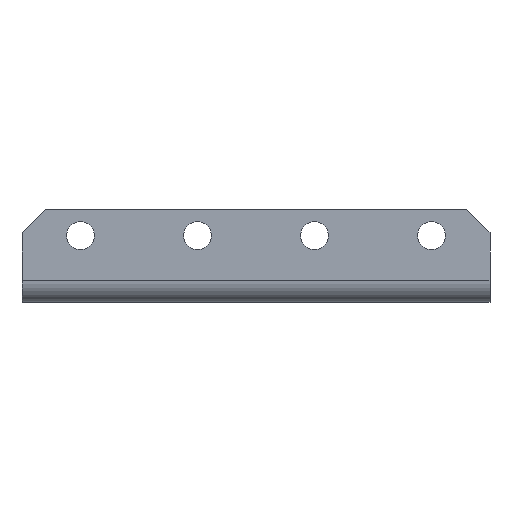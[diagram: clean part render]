
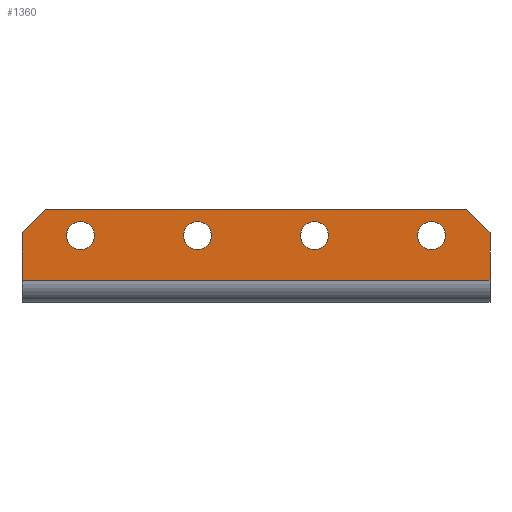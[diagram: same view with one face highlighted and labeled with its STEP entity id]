
A CAD part, front view. The second image highlights one B-rep face of the part: STEP entity #1360.
In plain terms, the highlighted planar face has unit normal (0, -1, 0).
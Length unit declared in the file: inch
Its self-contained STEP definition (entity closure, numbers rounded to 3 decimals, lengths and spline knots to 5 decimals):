
#21 = LINE ( 'NONE', #1450, #1248 ) ;
#37 = CARTESIAN_POINT ( 'NONE',  ( 3.46457, 0., 0.28484 ) ) ;
#39 = CIRCLE ( 'NONE', #1243, 0.075 ) ;
#59 = EDGE_CURVE ( 'NONE', #1819, #368, #1858, .T. ) ;
#85 = DIRECTION ( 'NONE',  ( 0., -1., 0. ) ) ;
#95 = CARTESIAN_POINT ( 'NONE',  ( 3.77953, 0., 0.375 ) ) ;
#97 = DIRECTION ( 'NONE',  ( 0., -1., 0. ) ) ;
#130 = VERTEX_POINT ( 'NONE', #1666 ) ;
#143 = CARTESIAN_POINT ( 'NONE',  ( 1.5748, 0., 0.28484 ) ) ;
#150 = EDGE_LOOP ( 'NONE', ( #912, #685 ) ) ;
#155 = ORIENTED_EDGE ( 'NONE', *, *, #283, .F. ) ;
#158 = CARTESIAN_POINT ( 'NONE',  ( 1.25984, 0., 0. ) ) ;
#174 = CARTESIAN_POINT ( 'NONE',  ( 2.96211, 0., 2.07726 ) ) ;
#179 = VERTEX_POINT ( 'NONE', #455 ) ;
#180 = EDGE_CURVE ( 'NONE', #1141, #1258, #1245, .T. ) ;
#204 = DIRECTION ( 'NONE',  ( 0., 1., 0. ) ) ;
#206 = ORIENTED_EDGE ( 'NONE', *, *, #794, .F. ) ;
#212 = EDGE_CURVE ( 'NONE', #179, #130, #1661, .T. ) ;
#224 = CIRCLE ( 'NONE', #796, 0.075 ) ;
#225 = ORIENTED_EDGE ( 'NONE', *, *, #180, .T. ) ;
#232 = DIRECTION ( 'NONE',  ( -1., 0., 0. ) ) ;
#237 = CARTESIAN_POINT ( 'NONE',  ( 2.83465, 0., 0.28484 ) ) ;
#262 = DIRECTION ( 'NONE',  ( 0., -1., 0. ) ) ;
#283 = EDGE_CURVE ( 'NONE', #1002, #1745, #657, .T. ) ;
#305 = EDGE_CURVE ( 'NONE', #770, #1578, #1610, .T. ) ;
#368 = VERTEX_POINT ( 'NONE', #37 ) ;
#378 = EDGE_CURVE ( 'NONE', #1864, #1258, #1468, .T. ) ;
#428 = ORIENTED_EDGE ( 'NONE', *, *, #724, .F. ) ;
#433 = LINE ( 'NONE', #1020, #802 ) ;
#444 = CARTESIAN_POINT ( 'NONE',  ( 2.83465, 0., 0.43484 ) ) ;
#445 = DIRECTION ( 'NONE',  ( -1., 0., 0. ) ) ;
#455 = CARTESIAN_POINT ( 'NONE',  ( 2.20472, 0., 0.43484 ) ) ;
#461 = ORIENTED_EDGE ( 'NONE', *, *, #1753, .F. ) ;
#485 = FACE_BOUND ( 'NONE', #991, .T. ) ;
#522 = VECTOR ( 'NONE', #1377, 39.37008 ) ;
#565 = EDGE_LOOP ( 'NONE', ( #735, #1185 ) ) ;
#573 = CARTESIAN_POINT ( 'NONE',  ( 3.46457, 0., 0.35984 ) ) ;
#574 = DIRECTION ( 'NONE',  ( 0., -1., 0. ) ) ;
#626 = CARTESIAN_POINT ( 'NONE',  ( 2.20472, 0., 0.35984 ) ) ;
#657 = CIRCLE ( 'NONE', #1504, 0.075 ) ;
#676 = DIRECTION ( 'NONE',  ( 0., -1., 0. ) ) ;
#679 = EDGE_LOOP ( 'NONE', ( #765, #461 ) ) ;
#685 = ORIENTED_EDGE ( 'NONE', *, *, #212, .F. ) ;
#693 = DIRECTION ( 'NONE',  ( 0., -1., 0. ) ) ;
#696 = CARTESIAN_POINT ( 'NONE',  ( 5.03937, 0., 0.119 ) ) ;
#701 = FACE_BOUND ( 'NONE', #679, .T. ) ;
#709 = VERTEX_POINT ( 'NONE', #143 ) ;
#721 = DIRECTION ( 'NONE',  ( 0., 0., -1. ) ) ;
#724 = EDGE_CURVE ( 'NONE', #1877, #770, #21, .T. ) ;
#735 = ORIENTED_EDGE ( 'NONE', *, *, #1565, .F. ) ;
#736 = EDGE_CURVE ( 'NONE', #1745, #1002, #224, .T. ) ;
#758 = CIRCLE ( 'NONE', #1499, 0.075 ) ;
#759 = EDGE_LOOP ( 'NONE', ( #225, #852, #206, #1970, #428, #1641 ) ) ;
#765 = ORIENTED_EDGE ( 'NONE', *, *, #1618, .F. ) ;
#770 = VERTEX_POINT ( 'NONE', #937 ) ;
#785 = DIRECTION ( 'NONE',  ( 0., 0., -1. ) ) ;
#786 = DIRECTION ( 'NONE',  ( 0., 0., 1. ) ) ;
#794 = EDGE_CURVE ( 'NONE', #1578, #1864, #1787, .T. ) ;
#796 = AXIS2_PLACEMENT_3D ( 'NONE', #1882, #574, #1167 ) ;
#802 = VECTOR ( 'NONE', #842, 39.37008 ) ;
#819 = DIRECTION ( 'NONE',  ( 0., 0., -1. ) ) ;
#837 = CARTESIAN_POINT ( 'NONE',  ( 1.38484, 0., 0.5 ) ) ;
#842 = DIRECTION ( 'NONE',  ( 0.707, 0., -0.707 ) ) ;
#852 = ORIENTED_EDGE ( 'NONE', *, *, #378, .F. ) ;
#888 = DIRECTION ( 'NONE',  ( 0., 0., -1. ) ) ;
#892 = AXIS2_PLACEMENT_3D ( 'NONE', #1490, #262, #1409 ) ;
#912 = ORIENTED_EDGE ( 'NONE', *, *, #1828, .F. ) ;
#920 = FACE_OUTER_BOUND ( 'NONE', #759, .T. ) ;
#937 = CARTESIAN_POINT ( 'NONE',  ( 3.77953, 0., 0.119 ) ) ;
#942 = CARTESIAN_POINT ( 'NONE',  ( 1.5748, 0., 0.35984 ) ) ;
#947 = DIRECTION ( 'NONE',  ( 0., -1., 0. ) ) ;
#975 = AXIS2_PLACEMENT_3D ( 'NONE', #573, #1074, #1883 ) ;
#991 = EDGE_LOOP ( 'NONE', ( #1373, #155 ) ) ;
#999 = CARTESIAN_POINT ( 'NONE',  ( 3.65453, 0., 0.5 ) ) ;
#1002 = VERTEX_POINT ( 'NONE', #444 ) ;
#1004 = VERTEX_POINT ( 'NONE', #1977 ) ;
#1020 = CARTESIAN_POINT ( 'NONE',  ( 4.59695, 0., -0.44242 ) ) ;
#1022 = CARTESIAN_POINT ( 'NONE',  ( 3.46457, 0., 0.43484 ) ) ;
#1074 = DIRECTION ( 'NONE',  ( 0., -1., 0. ) ) ;
#1084 = CARTESIAN_POINT ( 'NONE',  ( 5.03937, 0., 0. ) ) ;
#1141 = VERTEX_POINT ( 'NONE', #999 ) ;
#1142 = FACE_BOUND ( 'NONE', #565, .T. ) ;
#1167 = DIRECTION ( 'NONE',  ( 0., 0., -1. ) ) ;
#1185 = ORIENTED_EDGE ( 'NONE', *, *, #59, .F. ) ;
#1243 = AXIS2_PLACEMENT_3D ( 'NONE', #1855, #97, #1630 ) ;
#1245 = LINE ( 'NONE', #1260, #1570 ) ;
#1248 = VECTOR ( 'NONE', #1315, 39.37008 ) ;
#1258 = VERTEX_POINT ( 'NONE', #837 ) ;
#1260 = CARTESIAN_POINT ( 'NONE',  ( 5.03937, 0., 0.5 ) ) ;
#1272 = PLANE ( 'NONE',  #1507 ) ;
#1315 = DIRECTION ( 'NONE',  ( 0., 0., -1. ) ) ;
#1347 = CIRCLE ( 'NONE', #975, 0.075 ) ;
#1360 = ADVANCED_FACE ( 'NONE', ( #1844, #701, #1142, #485, #920 ), #1272, .F. ) ;
#1373 = ORIENTED_EDGE ( 'NONE', *, *, #736, .F. ) ;
#1377 = DIRECTION ( 'NONE',  ( 0.707, 0., 0.707 ) ) ;
#1409 = DIRECTION ( 'NONE',  ( 0., 0., -1. ) ) ;
#1412 = VECTOR ( 'NONE', #232, 39.37008 ) ;
#1426 = CARTESIAN_POINT ( 'NONE',  ( 3.46457, 0., 0.35984 ) ) ;
#1450 = CARTESIAN_POINT ( 'NONE',  ( 3.77953, 0., 0. ) ) ;
#1468 = LINE ( 'NONE', #174, #522 ) ;
#1484 = CARTESIAN_POINT ( 'NONE',  ( 1.25984, 0., 0.119 ) ) ;
#1490 = CARTESIAN_POINT ( 'NONE',  ( 2.20472, 0., 0.35984 ) ) ;
#1499 = AXIS2_PLACEMENT_3D ( 'NONE', #942, #676, #721 ) ;
#1504 = AXIS2_PLACEMENT_3D ( 'NONE', #1509, #693, #1821 ) ;
#1507 = AXIS2_PLACEMENT_3D ( 'NONE', #1084, #204, #888 ) ;
#1509 = CARTESIAN_POINT ( 'NONE',  ( 2.83465, 0., 0.35984 ) ) ;
#1528 = VECTOR ( 'NONE', #786, 39.37008 ) ;
#1565 = EDGE_CURVE ( 'NONE', #368, #1819, #1347, .T. ) ;
#1570 = VECTOR ( 'NONE', #445, 39.37008 ) ;
#1578 = VERTEX_POINT ( 'NONE', #1484 ) ;
#1610 = LINE ( 'NONE', #696, #1412 ) ;
#1618 = EDGE_CURVE ( 'NONE', #709, #1004, #758, .T. ) ;
#1623 = AXIS2_PLACEMENT_3D ( 'NONE', #626, #85, #819 ) ;
#1630 = DIRECTION ( 'NONE',  ( 0., 0., -1. ) ) ;
#1641 = ORIENTED_EDGE ( 'NONE', *, *, #1738, .F. ) ;
#1661 = CIRCLE ( 'NONE', #892, 0.075 ) ;
#1666 = CARTESIAN_POINT ( 'NONE',  ( 2.20472, 0., 0.28484 ) ) ;
#1723 = CIRCLE ( 'NONE', #1623, 0.075 ) ;
#1726 = CARTESIAN_POINT ( 'NONE',  ( 1.25984, 0., 0.375 ) ) ;
#1738 = EDGE_CURVE ( 'NONE', #1141, #1877, #433, .T. ) ;
#1745 = VERTEX_POINT ( 'NONE', #237 ) ;
#1753 = EDGE_CURVE ( 'NONE', #1004, #709, #39, .T. ) ;
#1787 = LINE ( 'NONE', #158, #1528 ) ;
#1804 = AXIS2_PLACEMENT_3D ( 'NONE', #1426, #947, #785 ) ;
#1819 = VERTEX_POINT ( 'NONE', #1022 ) ;
#1821 = DIRECTION ( 'NONE',  ( 0., 0., -1. ) ) ;
#1828 = EDGE_CURVE ( 'NONE', #130, #179, #1723, .T. ) ;
#1844 = FACE_BOUND ( 'NONE', #150, .T. ) ;
#1855 = CARTESIAN_POINT ( 'NONE',  ( 1.5748, 0., 0.35984 ) ) ;
#1858 = CIRCLE ( 'NONE', #1804, 0.075 ) ;
#1864 = VERTEX_POINT ( 'NONE', #1726 ) ;
#1877 = VERTEX_POINT ( 'NONE', #95 ) ;
#1882 = CARTESIAN_POINT ( 'NONE',  ( 2.83465, 0., 0.35984 ) ) ;
#1883 = DIRECTION ( 'NONE',  ( 0., 0., -1. ) ) ;
#1970 = ORIENTED_EDGE ( 'NONE', *, *, #305, .F. ) ;
#1977 = CARTESIAN_POINT ( 'NONE',  ( 1.5748, 0., 0.43484 ) ) ;
